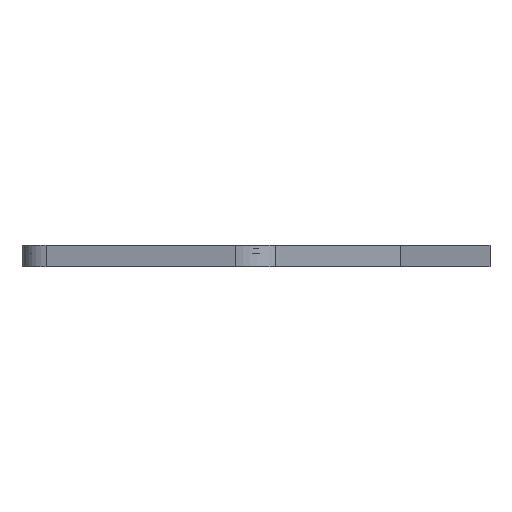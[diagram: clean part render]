
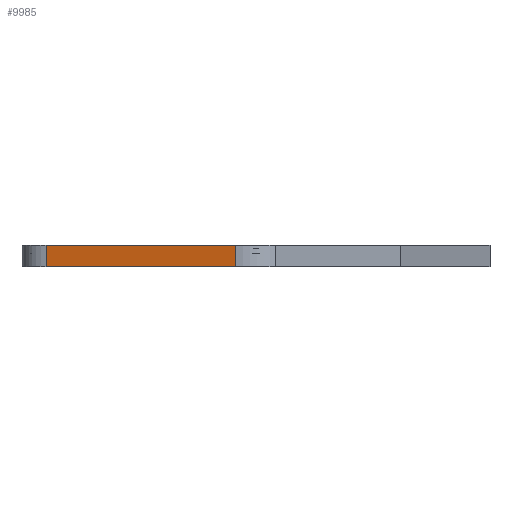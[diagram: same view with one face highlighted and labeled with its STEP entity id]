
A CAD part, left-side view. The second image highlights one B-rep face of the part: STEP entity #9985.
In plain terms, the highlighted planar face has unit normal (-0.968, 0.252, 0).
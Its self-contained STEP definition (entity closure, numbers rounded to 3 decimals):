
#592=PLANE('',#10822);
#997=FACE_OUTER_BOUND('',#1775,.T.);
#1775=EDGE_LOOP('',(#8803,#8804,#8805,#8806));
#1980=LINE('',#13903,#3054);
#2174=LINE('',#14498,#3248);
#2883=LINE('',#16223,#3957);
#2884=LINE('',#16225,#3958);
#3054=VECTOR('',#11212,10.);
#3248=VECTOR('',#11640,10.);
#3957=VECTOR('',#13233,10.);
#3958=VECTOR('',#13236,10.);
#4478=VERTEX_POINT('',#13900);
#4479=VERTEX_POINT('',#13902);
#4762=VERTEX_POINT('',#14495);
#4763=VERTEX_POINT('',#14497);
#5421=EDGE_CURVE('',#4479,#4478,#1980,.T.);
#5718=EDGE_CURVE('',#4762,#4763,#2174,.T.);
#6600=EDGE_CURVE('',#4762,#4479,#2883,.F.);
#6601=EDGE_CURVE('',#4763,#4478,#2884,.T.);
#8803=ORIENTED_EDGE('',*,*,#5421,.T.);
#8804=ORIENTED_EDGE('',*,*,#6601,.F.);
#8805=ORIENTED_EDGE('',*,*,#5718,.F.);
#8806=ORIENTED_EDGE('',*,*,#6600,.T.);
#9985=ADVANCED_FACE('',(#997),#592,.F.);
#10822=AXIS2_PLACEMENT_3D('',#16224,#13234,#13235);
#11212=DIRECTION('',(0.252,0.968,0.));
#11640=DIRECTION('',(0.252,0.968,0.));
#13233=DIRECTION('',(0.,0.,-1.));
#13234=DIRECTION('center_axis',(0.968,-0.252,0.));
#13235=DIRECTION('ref_axis',(-0.252,-0.968,0.));
#13236=DIRECTION('',(0.,0.,1.));
#13900=CARTESIAN_POINT('',(36.212,-27.443,0.));
#13902=CARTESIAN_POINT('',(21.782,-82.937,0.));
#13903=CARTESIAN_POINT('',(33.692,-37.132,0.));
#14495=CARTESIAN_POINT('',(21.782,-82.937,-6.4));
#14497=CARTESIAN_POINT('',(36.212,-27.443,-6.4));
#14498=CARTESIAN_POINT('',(21.782,-82.937,-6.4));
#16223=CARTESIAN_POINT('',(21.782,-82.937,0.));
#16224=CARTESIAN_POINT('Origin',(36.233,-27.362,0.));
#16225=CARTESIAN_POINT('',(36.212,-27.443,0.));
